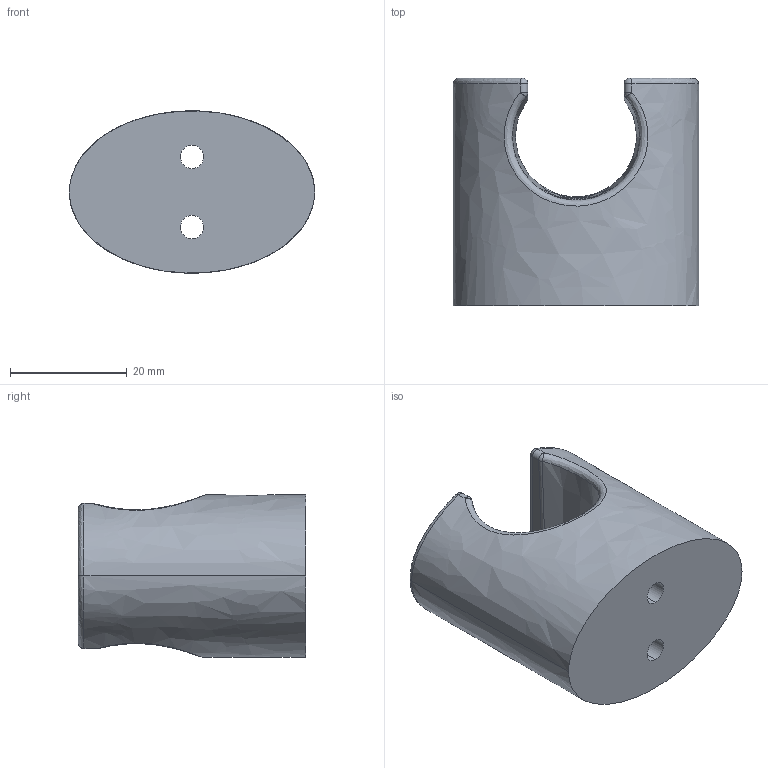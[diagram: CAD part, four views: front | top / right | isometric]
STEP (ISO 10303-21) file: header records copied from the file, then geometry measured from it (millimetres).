
FILE_DESCRIPTION((''),'2;1');
FILE_NAME('ZSUP030CR','2021-11-23T10:45:56',('ut3'),('PAFFONI SpA'),'CREO PARAMETRIC BY PTC INC, 2020044','CREO PARAMETRIC BY PTC INC, 2020044','');
FILE_SCHEMA(('CONFIG_CONTROL_DESIGN','SHAPE_APPEARANCE_LAYERS_GROUPS'));
Length unit declared in the file: millimetre
Products named in the file (1): ZSUP030CR
Bounding box: 42 x 39 x 27.8 mm (x, y, z)
Volume: 25118.9 mm3; surface area: 6752.9 mm2
Topology: 1 solids, 1 shells, 40 faces, 82 edges, 46 vertices
Faces by surface type: cylinder 14, sphere 8, bspline 8, plane 7, extrusion 2, cone 1
Entity records: 2133 total; most frequent: CARTESIAN_POINT 986, DIRECTION 164, ORIENTED_EDGE 164, EDGE_CURVE 82, AXIS2_PLACEMENT_3D 70, VERTEX_POINT 46, EDGE_LOOP 46, PRESENTATION_STYLE_ASSIGNMENT 42
